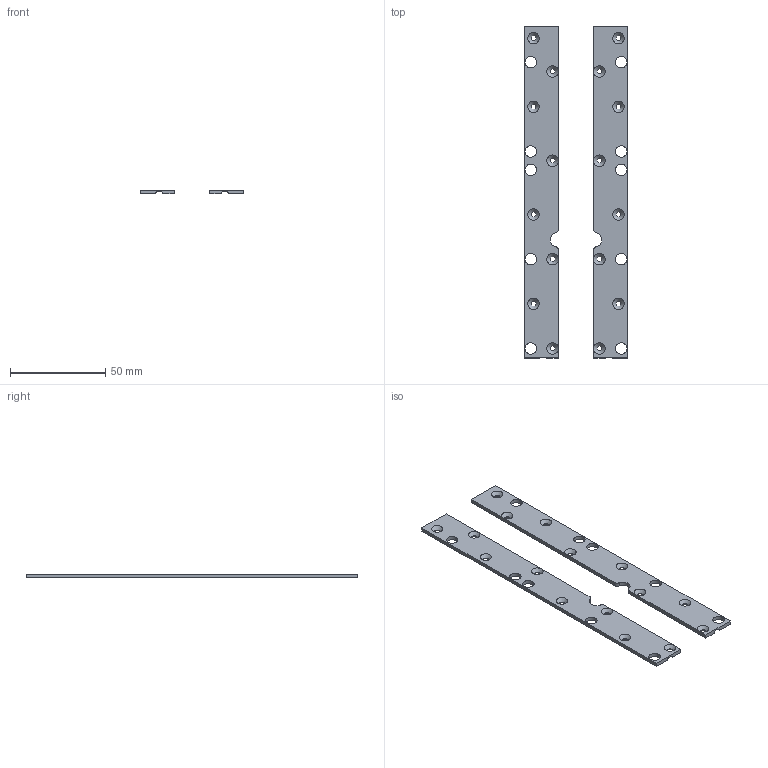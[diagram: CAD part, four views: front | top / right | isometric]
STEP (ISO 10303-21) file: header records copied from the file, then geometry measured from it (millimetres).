
FILE_DESCRIPTION(/* description */ (''),/* implementation_level */ '2;1');
FILE_NAME(/* name */ 'STRIP_LAM4.stp',/* time_stamp */ '2023-03-02T09:14:26+01:00',/* author */ (''),/* organization */ (''),/* preprocessor_version */ 'ST-DEVELOPER v18.102',/* originating_system */ 'SIEMENS PLM Software NX 2000',/* authorisation */ '');
FILE_SCHEMA (('AP203_CONFIGURATION_CONTROLLED_3D_DESIGN_OF_MECHANICAL_PARTS_AND_ASSEMBLIES_MIM_LF { 1 0 10303 403 2 1 2}'));
Length unit declared in the file: millimetre
Products named in the file (1): turc3E00D3F4vv95
Bounding box: 54.5 x 174 x 2 mm (x, y, z)
Volume: 9995.4 mm3; surface area: 14353.2 mm2
Topology: 2 solids, 2 shells, 74 faces, 234 edges, 156 vertices
Faces by surface type: cylinder 36, plane 22, cone 16
Full cylindrical faces by diameter (mm): 2.7 x16, 6 x10
Entity records: 2854 total; most frequent: DIRECTION 504, ORIENTED_EDGE 468, CARTESIAN_POINT 465, EDGE_CURVE 234, AXIS2_PLACEMENT_3D 195, VERTEX_POINT 156, CIRCLE 120, EDGE_LOOP 118
